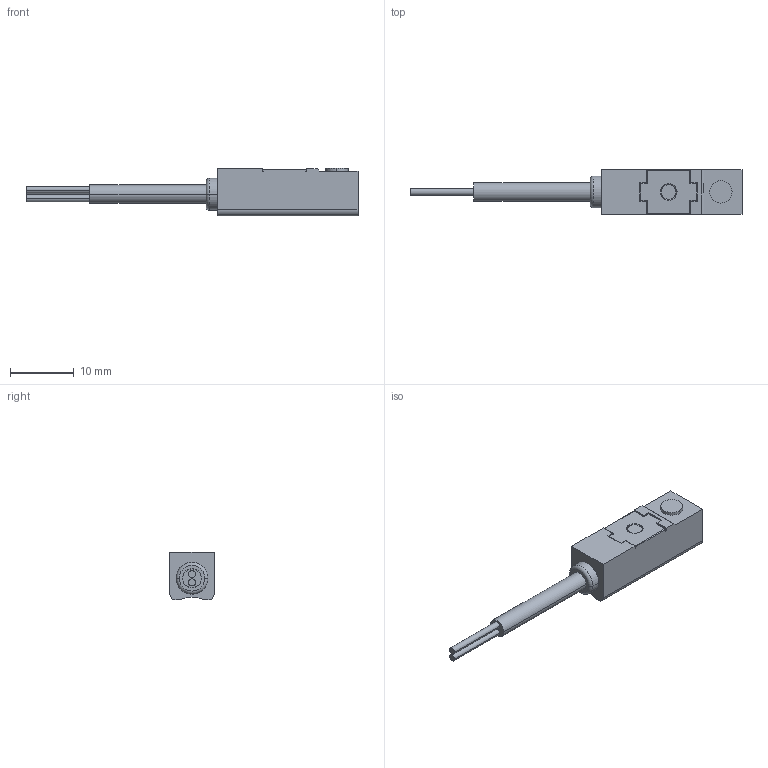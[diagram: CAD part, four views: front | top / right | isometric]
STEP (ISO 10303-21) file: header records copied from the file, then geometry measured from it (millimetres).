
FILE_DESCRIPTION((''),'2;1');
FILE_NAME('BO-03R','2020-05-25T15:39:16',('Administrator'),(''),'CREO PARAMETRIC BY PTC INC, 2018400','CREO PARAMETRIC BY PTC INC, 2018400','');
FILE_SCHEMA(('AUTOMOTIVE_DESIGN { 1 0 10303 214 1 1 1 1 }'));
Length unit declared in the file: millimetre
Products named in the file (1): BO-03R
Bounding box: 52 x 7 x 7.5 mm (x, y, z)
Volume: 1259.4 mm3; surface area: 1023.1 mm2
Topology: 1 solids, 1 shells, 99 faces, 234 edges, 144 vertices
Faces by surface type: cylinder 41, plane 40, torus 10, sphere 8
Entity records: 3351 total; most frequent: DIRECTION 532, CARTESIAN_POINT 479, ORIENTED_EDGE 468, EDGE_CURVE 234, AXIS2_PLACEMENT_3D 199, VERTEX_POINT 144, VECTOR 134, LINE 134
